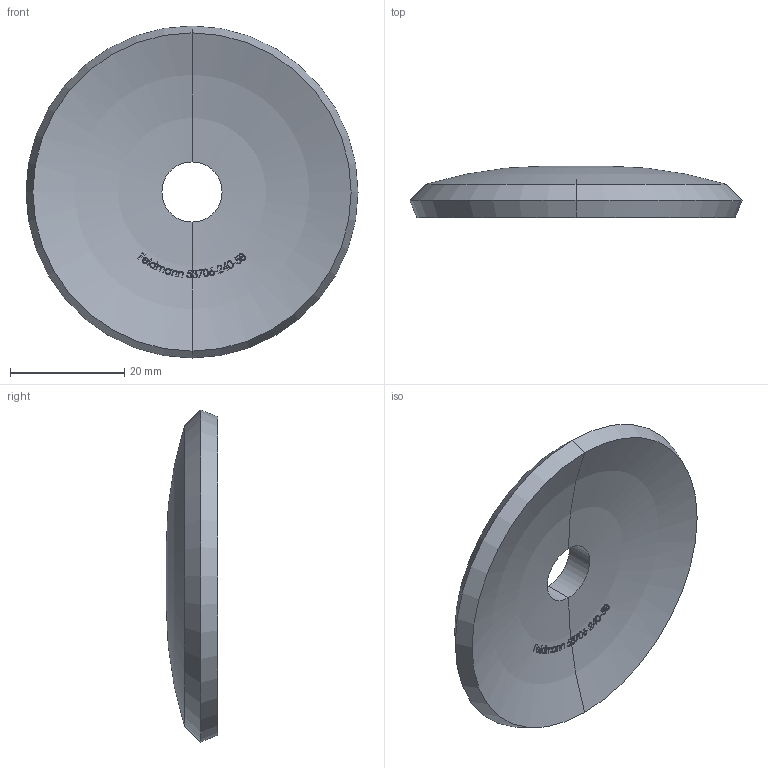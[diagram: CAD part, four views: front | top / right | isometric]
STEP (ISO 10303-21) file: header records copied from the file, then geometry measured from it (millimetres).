
FILE_DESCRIPTION (( 'STEP AP203' ), '1' );
FILE_NAME ('53706-240-58.STEP', '2020-09-22T13:19:56', ( '' ), ( '' ), 'SwSTEP 2.0', 'SolidWorks 2018', '' );
FILE_SCHEMA (( 'CONFIG_CONTROL_DESIGN' ));
Length unit declared in the file: millimetre
Products named in the file (2): 53706-240-58
Bounding box: 58 x 9 x 58 mm (x, y, z)
Volume: 12313.9 mm3; surface area: 5961.5 mm2
Topology: 1 solids, 1 shells, 272 faces, 719 edges, 476 vertices
Faces by surface type: bspline 128, plane 105, torus 33, cone 4, cylinder 2
Entity records: 13955 total; most frequent: CARTESIAN_POINT 8344, ORIENTED_EDGE 1438, EDGE_CURVE 719, DIRECTION 559, VERTEX_POINT 476, B_SPLINE_CURVE_WITH_KNOTS 466, EDGE_LOOP 301, ADVANCED_FACE 272
